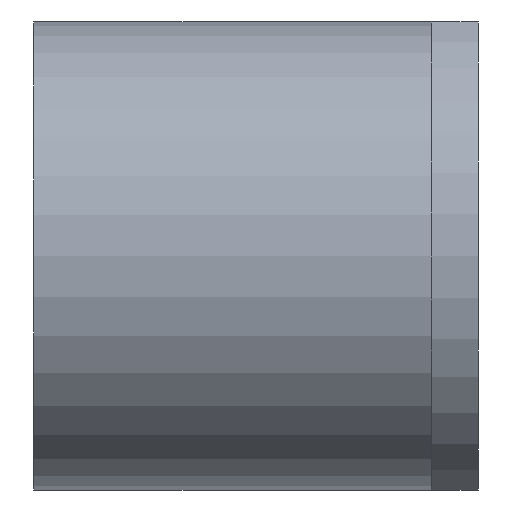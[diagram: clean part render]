
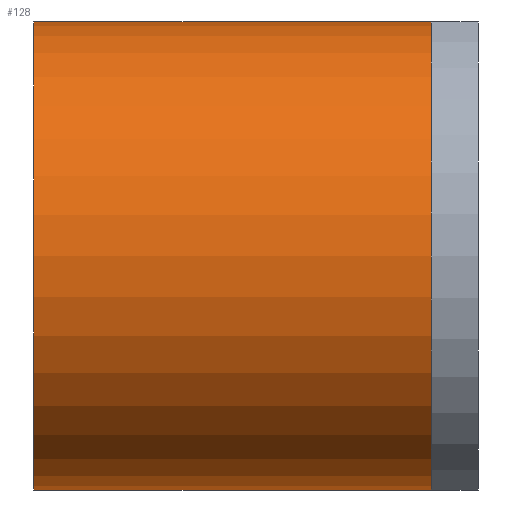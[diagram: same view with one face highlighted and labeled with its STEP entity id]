
A CAD part, left-side view. The second image highlights one B-rep face of the part: STEP entity #128.
In plain terms, the highlighted cylindrical face has radius 5 mm (diameter 10 mm), a partial arc.
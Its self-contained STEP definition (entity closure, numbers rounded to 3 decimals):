
#7 = DIRECTION ( 'NONE',  ( 0., -1., 0. ) ) ;
#39 = CYLINDRICAL_SURFACE ( 'NONE', #282, 5. ) ;
#43 = EDGE_CURVE ( 'NONE', #53, #284, #291, .T. ) ;
#45 = AXIS2_PLACEMENT_3D ( 'NONE', #151, #513, #509 ) ;
#53 = VERTEX_POINT ( 'NONE', #406 ) ;
#57 = CARTESIAN_POINT ( 'NONE',  ( -33.779, 9.5, 0. ) ) ;
#59 = FACE_OUTER_BOUND ( 'NONE', #89, .T. ) ;
#74 = EDGE_CURVE ( 'NONE', #453, #230, #235, .T. ) ;
#88 = VECTOR ( 'NONE', #175, 1000. ) ;
#89 = EDGE_LOOP ( 'NONE', ( #114, #247, #499, #152 ) ) ;
#103 = CARTESIAN_POINT ( 'NONE',  ( -33.779, 1., 5. ) ) ;
#114 = ORIENTED_EDGE ( 'NONE', *, *, #447, .T. ) ;
#128 = ADVANCED_FACE ( 'NONE', ( #59 ), #39, .T. ) ;
#151 = CARTESIAN_POINT ( 'NONE',  ( -33.779, 1., 0. ) ) ;
#152 = ORIENTED_EDGE ( 'NONE', *, *, #74, .T. ) ;
#160 = DIRECTION ( 'NONE',  ( 0., 0., -1. ) ) ;
#175 = DIRECTION ( 'NONE',  ( 0., -1., 0. ) ) ;
#221 = DIRECTION ( 'NONE',  ( 0., 0., 1. ) ) ;
#230 = VERTEX_POINT ( 'NONE', #452 ) ;
#235 = LINE ( 'NONE', #461, #422 ) ;
#247 = ORIENTED_EDGE ( 'NONE', *, *, #43, .F. ) ;
#262 = CIRCLE ( 'NONE', #436, 5. ) ;
#282 = AXIS2_PLACEMENT_3D ( 'NONE', #57, #7, #160 ) ;
#284 = VERTEX_POINT ( 'NONE', #103 ) ;
#291 = LINE ( 'NONE', #409, #88 ) ;
#338 = DIRECTION ( 'NONE',  ( 0., 1., 0. ) ) ;
#356 = EDGE_CURVE ( 'NONE', #453, #53, #262, .T. ) ;
#383 = CARTESIAN_POINT ( 'NONE',  ( -33.779, 9.5, -5. ) ) ;
#406 = CARTESIAN_POINT ( 'NONE',  ( -33.779, 9.5, 5. ) ) ;
#409 = CARTESIAN_POINT ( 'NONE',  ( -33.779, 9.5, 5. ) ) ;
#422 = VECTOR ( 'NONE', #462, 1000. ) ;
#428 = CARTESIAN_POINT ( 'NONE',  ( -33.779, 9.5, 0. ) ) ;
#436 = AXIS2_PLACEMENT_3D ( 'NONE', #428, #338, #221 ) ;
#447 = EDGE_CURVE ( 'NONE', #230, #284, #507, .T. ) ;
#452 = CARTESIAN_POINT ( 'NONE',  ( -33.779, 1., -5. ) ) ;
#453 = VERTEX_POINT ( 'NONE', #383 ) ;
#461 = CARTESIAN_POINT ( 'NONE',  ( -33.779, 9.5, -5. ) ) ;
#462 = DIRECTION ( 'NONE',  ( 0., -1., 0. ) ) ;
#499 = ORIENTED_EDGE ( 'NONE', *, *, #356, .F. ) ;
#507 = CIRCLE ( 'NONE', #45, 5. ) ;
#509 = DIRECTION ( 'NONE',  ( 0., 0., 1. ) ) ;
#513 = DIRECTION ( 'NONE',  ( 0., 1., 0. ) ) ;
